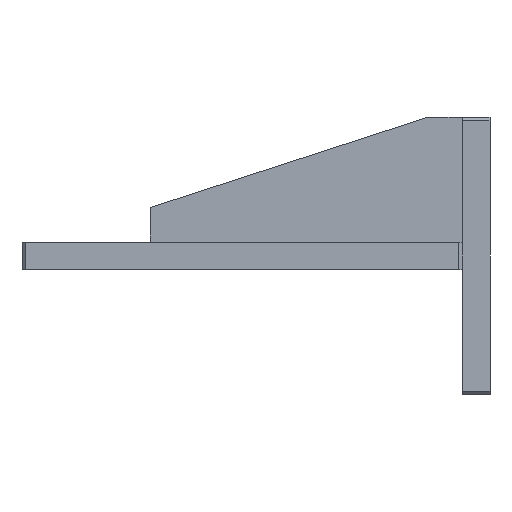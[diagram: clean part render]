
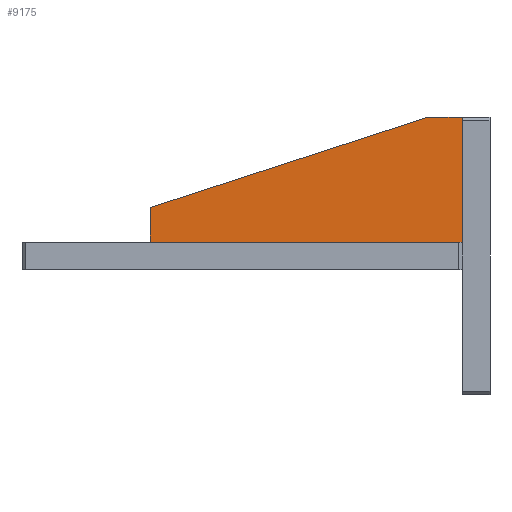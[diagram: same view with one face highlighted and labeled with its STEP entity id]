
A CAD part, left-side view. The second image highlights one B-rep face of the part: STEP entity #9175.
In plain terms, the highlighted planar face has unit normal (-1, 0, 0).
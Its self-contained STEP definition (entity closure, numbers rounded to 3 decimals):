
#16 = LINE ( 'NONE', #3141, #5901 ) ;
#96 = VECTOR ( 'NONE', #8621, 1000. ) ;
#266 = VECTOR ( 'NONE', #7281, 1000. ) ;
#280 = CARTESIAN_POINT ( 'NONE',  ( -2.308, -5.243, 102. ) ) ;
#352 = EDGE_CURVE ( 'NONE', #4065, #4192, #6925, .T. ) ;
#725 = EDGE_CURVE ( 'NONE', #7095, #8334, #16, .T. ) ;
#837 = CARTESIAN_POINT ( 'NONE',  ( -2.308, 4.757, 120. ) ) ;
#1161 = ORIENTED_EDGE ( 'NONE', *, *, #2774, .T. ) ;
#1330 = DIRECTION ( 'NONE',  ( -1., 0., 0. ) ) ;
#2090 = ORIENTED_EDGE ( 'NONE', *, *, #725, .T. ) ;
#2101 = CARTESIAN_POINT ( 'NONE',  ( -2.308, 39.757, 120. ) ) ;
#2429 = DIRECTION ( 'NONE',  ( 0., 0., -1. ) ) ;
#2693 = PLANE ( 'NONE',  #3855 ) ;
#2774 = EDGE_CURVE ( 'NONE', #4192, #3893, #6148, .T. ) ;
#3034 = ORIENTED_EDGE ( 'NONE', *, *, #8339, .T. ) ;
#3141 = CARTESIAN_POINT ( 'NONE',  ( -2.308, 84.757, 102. ) ) ;
#3855 = AXIS2_PLACEMENT_3D ( 'NONE', #5610, #1330, #9031 ) ;
#3893 = VERTEX_POINT ( 'NONE', #837 ) ;
#3987 = LINE ( 'NONE', #8006, #6870 ) ;
#4065 = VERTEX_POINT ( 'NONE', #7608 ) ;
#4192 = VERTEX_POINT ( 'NONE', #7909 ) ;
#4344 = VECTOR ( 'NONE', #8432, 1000. ) ;
#4520 = DIRECTION ( 'NONE',  ( 0., 0.951, -0.309 ) ) ;
#4523 = EDGE_CURVE ( 'NONE', #8334, #4065, #7433, .T. ) ;
#5041 = CARTESIAN_POINT ( 'NONE',  ( -2.308, 39.757, 84. ) ) ;
#5173 = CARTESIAN_POINT ( 'NONE',  ( -2.308, 84.757, 84. ) ) ;
#5610 = CARTESIAN_POINT ( 'NONE',  ( -2.308, 84.757, 84. ) ) ;
#5667 = ORIENTED_EDGE ( 'NONE', *, *, #352, .T. ) ;
#5901 = VECTOR ( 'NONE', #2429, 1000. ) ;
#6148 = LINE ( 'NONE', #2101, #4344 ) ;
#6340 = CARTESIAN_POINT ( 'NONE',  ( -2.308, 84.757, 94. ) ) ;
#6870 = VECTOR ( 'NONE', #4520, 1000. ) ;
#6925 = LINE ( 'NONE', #280, #266 ) ;
#7095 = VERTEX_POINT ( 'NONE', #6340 ) ;
#7281 = DIRECTION ( 'NONE',  ( 0., 0., 1. ) ) ;
#7433 = LINE ( 'NONE', #5041, #96 ) ;
#7608 = CARTESIAN_POINT ( 'NONE',  ( -2.308, -5.243, 84. ) ) ;
#7909 = CARTESIAN_POINT ( 'NONE',  ( -2.308, -5.243, 120. ) ) ;
#8006 = CARTESIAN_POINT ( 'NONE',  ( -2.308, 4.757, 120. ) ) ;
#8311 = ORIENTED_EDGE ( 'NONE', *, *, #4523, .T. ) ;
#8334 = VERTEX_POINT ( 'NONE', #5173 ) ;
#8339 = EDGE_CURVE ( 'NONE', #3893, #7095, #3987, .T. ) ;
#8432 = DIRECTION ( 'NONE',  ( 0., 1., 0. ) ) ;
#8535 = FACE_OUTER_BOUND ( 'NONE', #8798, .T. ) ;
#8621 = DIRECTION ( 'NONE',  ( 0., -1., 0. ) ) ;
#8798 = EDGE_LOOP ( 'NONE', ( #3034, #2090, #8311, #5667, #1161 ) ) ;
#9031 = DIRECTION ( 'NONE',  ( 0., -1., 0. ) ) ;
#9175 = ADVANCED_FACE ( 'NONE', ( #8535 ), #2693, .T. ) ;
